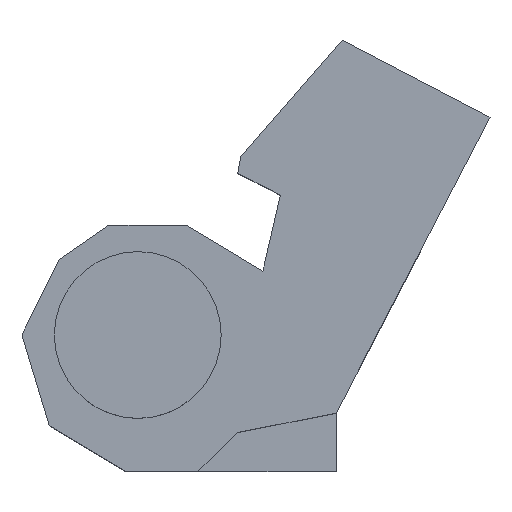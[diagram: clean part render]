
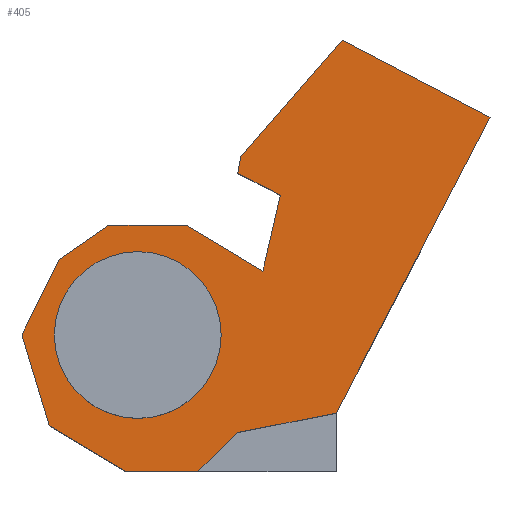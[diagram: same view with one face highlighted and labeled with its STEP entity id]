
A CAD part, top view. The second image highlights one B-rep face of the part: STEP entity #405.
In plain terms, the highlighted planar face has unit normal (0, 0, 1).
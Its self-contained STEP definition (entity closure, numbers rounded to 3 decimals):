
#1 = CARTESIAN_POINT ( 'NONE',  ( 10.954, 122.55, 105. ) ) ;
#5 = DIRECTION ( 'NONE',  ( 0.289, -0.957, 0. ) ) ;
#9 = EDGE_CURVE ( 'NONE', #748, #154, #597, .T. ) ;
#13 = DIRECTION ( 'NONE',  ( 0., 0., 1. ) ) ;
#21 = ORIENTED_EDGE ( 'NONE', *, *, #9, .T. ) ;
#23 = VECTOR ( 'NONE', #52, 1000. ) ;
#26 = LINE ( 'NONE', #481, #766 ) ;
#35 = LINE ( 'NONE', #529, #493 ) ;
#52 = DIRECTION ( 'NONE',  ( -0.18, -0.984, 0. ) ) ;
#58 = CARTESIAN_POINT ( 'NONE',  ( 0., 0., 105. ) ) ;
#59 = CARTESIAN_POINT ( 'NONE',  ( 127.73, -66.379, 105. ) ) ;
#71 = LINE ( 'NONE', #152, #131 ) ;
#84 = EDGE_CURVE ( 'NONE', #109, #526, #381, .T. ) ;
#100 = VERTEX_POINT ( 'NONE', #189 ) ;
#101 = ORIENTED_EDGE ( 'NONE', *, *, #578, .F. ) ;
#109 = VERTEX_POINT ( 'NONE', #58 ) ;
#112 = EDGE_CURVE ( 'NONE', #670, #522, #509, .T. ) ;
#125 = ORIENTED_EDGE ( 'NONE', *, *, #695, .T. ) ;
#127 = DIRECTION ( 'NONE',  ( -0.223, -0.975, 0. ) ) ;
#131 = VECTOR ( 'NONE', #561, 1000. ) ;
#142 = EDGE_CURVE ( 'NONE', #109, #309, #35, .T. ) ;
#147 = LINE ( 'NONE', #401, #378 ) ;
#148 = CARTESIAN_POINT ( 'NONE',  ( 327.774, 318.557, 105. ) ) ;
#152 = CARTESIAN_POINT ( 'NONE',  ( 131.222, 252.504, 105. ) ) ;
#154 = VERTEX_POINT ( 'NONE', #451 ) ;
#181 = VERTEX_POINT ( 'NONE', #474 ) ;
#189 = CARTESIAN_POINT ( 'NONE',  ( 85.954, 122.55, 105. ) ) ;
#194 = CARTESIAN_POINT ( 'NONE',  ( -68.597, 41.164, 105. ) ) ;
#199 = DIRECTION ( 'NONE',  ( 0.822, 0.57, 0. ) ) ;
#201 = EDGE_CURVE ( 'NONE', #341, #441, #453, .T. ) ;
#203 = CIRCLE ( 'NONE', #552, 75. ) ;
#204 = CARTESIAN_POINT ( 'NONE',  ( -2.855, 14.499, 105. ) ) ;
#205 = ORIENTED_EDGE ( 'NONE', *, *, #750, .T. ) ;
#207 = FACE_BOUND ( 'NONE', #595, .T. ) ;
#212 = CARTESIAN_POINT ( 'NONE',  ( -80.971, 70.318, 105. ) ) ;
#213 = LINE ( 'NONE', #204, #716 ) ;
#220 = EDGE_CURVE ( 'NONE', #100, #656, #203, .T. ) ;
#224 = EDGE_CURVE ( 'NONE', #471, #526, #558, .T. ) ;
#230 = PLANE ( 'NONE',  #433 ) ;
#245 = FACE_OUTER_BOUND ( 'NONE', #377, .T. ) ;
#246 = VECTOR ( 'NONE', #5, 1000. ) ;
#254 = EDGE_CURVE ( 'NONE', #758, #471, #457, .T. ) ;
#262 = ORIENTED_EDGE ( 'NONE', *, *, #576, .T. ) ;
#263 = CARTESIAN_POINT ( 'NONE',  ( 200.044, 384.936, 105. ) ) ;
#267 = CARTESIAN_POINT ( 'NONE',  ( -51.515, -15.523, 105. ) ) ;
#279 = VECTOR ( 'NONE', #610, 1000. ) ;
#280 = DIRECTION ( 'NONE',  ( -0.857, 0.515, 0. ) ) ;
#309 = VERTEX_POINT ( 'NONE', #357 ) ;
#325 = DIRECTION ( 'NONE',  ( 0.461, 0.887, 0. ) ) ;
#327 = DIRECTION ( 'NONE',  ( -0.857, 0.515, 0. ) ) ;
#333 = CARTESIAN_POINT ( 'NONE',  ( 100.964, 268.228, 105. ) ) ;
#334 = ORIENTED_EDGE ( 'NONE', *, *, #220, .F. ) ;
#335 = VERTEX_POINT ( 'NONE', #620 ) ;
#338 = EDGE_CURVE ( 'NONE', #522, #748, #71, .T. ) ;
#341 = VERTEX_POINT ( 'NONE', #148 ) ;
#342 = DIRECTION ( 'NONE',  ( 0., 0., 1. ) ) ;
#355 = EDGE_CURVE ( 'NONE', #154, #450, #26, .T. ) ;
#357 = CARTESIAN_POINT ( 'NONE',  ( 65., 0., 105. ) ) ;
#366 = VECTOR ( 'NONE', #761, 1000. ) ;
#370 = LINE ( 'NONE', #59, #521 ) ;
#377 = EDGE_LOOP ( 'NONE', ( #101, #679, #409, #447, #657, #262, #125, #434, #789, #205, #687, #862, #21, #388, #606 ) ) ;
#378 = VECTOR ( 'NONE', #736, 1000. ) ;
#381 = LINE ( 'NONE', #734, #403 ) ;
#388 = ORIENTED_EDGE ( 'NONE', *, *, #355, .T. ) ;
#401 = CARTESIAN_POINT ( 'NONE',  ( 31.561, -32.486, 105. ) ) ;
#403 = VECTOR ( 'NONE', #327, 1000. ) ;
#405 = ADVANCED_FACE ( 'NONE', ( #207, #245 ), #230, .T. ) ;
#409 = ORIENTED_EDGE ( 'NONE', *, *, #224, .T. ) ;
#411 = CARTESIAN_POINT ( 'NONE',  ( -64.046, 122.55, 105. ) ) ;
#426 = VERTEX_POINT ( 'NONE', #833 ) ;
#433 = AXIS2_PLACEMENT_3D ( 'NONE', #693, #13, #635 ) ;
#434 = ORIENTED_EDGE ( 'NONE', *, *, #569, .T. ) ;
#441 = VERTEX_POINT ( 'NONE', #753 ) ;
#445 = VECTOR ( 'NONE', #199, 1000. ) ;
#447 = ORIENTED_EDGE ( 'NONE', *, *, #84, .F. ) ;
#450 = VERTEX_POINT ( 'NONE', #688 ) ;
#451 = CARTESIAN_POINT ( 'NONE',  ( 123.528, 180.145, 105. ) ) ;
#453 = LINE ( 'NONE', #263, #279 ) ;
#457 = LINE ( 'NONE', #755, #646 ) ;
#461 = CARTESIAN_POINT ( 'NONE',  ( 0., 221.309, 105. ) ) ;
#471 = VERTEX_POINT ( 'NONE', #823 ) ;
#474 = CARTESIAN_POINT ( 'NONE',  ( -15.068, 221.309, 105. ) ) ;
#481 = CARTESIAN_POINT ( 'NONE',  ( 112.188, 186.951, 105. ) ) ;
#491 = CARTESIAN_POINT ( 'NONE',  ( -60.267, 189.971, 105. ) ) ;
#493 = VECTOR ( 'NONE', #730, 1000. ) ;
#505 = VECTOR ( 'NONE', #806, 1000. ) ;
#509 = LINE ( 'NONE', #796, #23 ) ;
#521 = VECTOR ( 'NONE', #325, 1000. ) ;
#522 = VERTEX_POINT ( 'NONE', #333 ) ;
#526 = VERTEX_POINT ( 'NONE', #194 ) ;
#529 = CARTESIAN_POINT ( 'NONE',  ( 0., 0., 105. ) ) ;
#531 = EDGE_CURVE ( 'NONE', #450, #181, #741, .T. ) ;
#533 = LINE ( 'NONE', #802, #445 ) ;
#534 = DIRECTION ( 'NONE',  ( 0., 0., 1. ) ) ;
#535 = DIRECTION ( 'NONE',  ( 1., 0., 0. ) ) ;
#539 = VECTOR ( 'NONE', #127, 1000. ) ;
#548 = EDGE_CURVE ( 'NONE', #656, #100, #814, .T. ) ;
#552 = AXIS2_PLACEMENT_3D ( 'NONE', #1, #342, #535 ) ;
#558 = LINE ( 'NONE', #267, #246 ) ;
#561 = DIRECTION ( 'NONE',  ( 0.887, -0.461, 0. ) ) ;
#569 = EDGE_CURVE ( 'NONE', #426, #341, #370, .T. ) ;
#576 = EDGE_CURVE ( 'NONE', #309, #335, #147, .T. ) ;
#578 = EDGE_CURVE ( 'NONE', #758, #181, #533, .T. ) ;
#580 = LINE ( 'NONE', #212, #366 ) ;
#595 = EDGE_LOOP ( 'NONE', ( #334, #867 ) ) ;
#597 = LINE ( 'NONE', #801, #539 ) ;
#606 = ORIENTED_EDGE ( 'NONE', *, *, #531, .T. ) ;
#610 = DIRECTION ( 'NONE',  ( -0.887, 0.461, 0. ) ) ;
#620 = CARTESIAN_POINT ( 'NONE',  ( 100.964, 34.939, 105. ) ) ;
#621 = CARTESIAN_POINT ( 'NONE',  ( 139.164, 248.377, 105. ) ) ;
#635 = DIRECTION ( 'NONE',  ( 1., 0., 0. ) ) ;
#646 = VECTOR ( 'NONE', #675, 1000. ) ;
#656 = VERTEX_POINT ( 'NONE', #411 ) ;
#657 = ORIENTED_EDGE ( 'NONE', *, *, #142, .T. ) ;
#670 = VERTEX_POINT ( 'NONE', #822 ) ;
#674 = AXIS2_PLACEMENT_3D ( 'NONE', #865, #534, #676 ) ;
#675 = DIRECTION ( 'NONE',  ( -0.438, -0.899, 0. ) ) ;
#676 = DIRECTION ( 'NONE',  ( 1., 0., 0. ) ) ;
#679 = ORIENTED_EDGE ( 'NONE', *, *, #254, .T. ) ;
#680 = DIRECTION ( 'NONE',  ( 0.981, 0.193, 0. ) ) ;
#687 = ORIENTED_EDGE ( 'NONE', *, *, #112, .T. ) ;
#688 = CARTESIAN_POINT ( 'NONE',  ( 54.932, 221.309, 105. ) ) ;
#693 = CARTESIAN_POINT ( 'NONE',  ( 0., 0., 105. ) ) ;
#695 = EDGE_CURVE ( 'NONE', #335, #426, #213, .T. ) ;
#716 = VECTOR ( 'NONE', #680, 1000. ) ;
#730 = DIRECTION ( 'NONE',  ( 1., 0., 0. ) ) ;
#734 = CARTESIAN_POINT ( 'NONE',  ( 0., 0., 105. ) ) ;
#736 = DIRECTION ( 'NONE',  ( 0.717, 0.697, 0. ) ) ;
#741 = LINE ( 'NONE', #461, #505 ) ;
#748 = VERTEX_POINT ( 'NONE', #621 ) ;
#750 = EDGE_CURVE ( 'NONE', #441, #670, #580, .T. ) ;
#753 = CARTESIAN_POINT ( 'NONE',  ( 194.675, 387.727, 105. ) ) ;
#755 = CARTESIAN_POINT ( 'NONE',  ( -123.51, 60.186, 105. ) ) ;
#758 = VERTEX_POINT ( 'NONE', #491 ) ;
#761 = DIRECTION ( 'NONE',  ( -0.656, -0.755, 0. ) ) ;
#766 = VECTOR ( 'NONE', #280, 1000. ) ;
#789 = ORIENTED_EDGE ( 'NONE', *, *, #201, .T. ) ;
#796 = CARTESIAN_POINT ( 'NONE',  ( 50.261, -9.186, 105. ) ) ;
#801 = CARTESIAN_POINT ( 'NONE',  ( 78.145, -17.907, 105. ) ) ;
#802 = CARTESIAN_POINT ( 'NONE',  ( -108.52, 156.514, 105. ) ) ;
#806 = DIRECTION ( 'NONE',  ( -1., 0., 0. ) ) ;
#814 = CIRCLE ( 'NONE', #674, 75. ) ;
#822 = CARTESIAN_POINT ( 'NONE',  ( 103.646, 282.907, 105. ) ) ;
#823 = CARTESIAN_POINT ( 'NONE',  ( -93.121, 122.55, 105. ) ) ;
#833 = CARTESIAN_POINT ( 'NONE',  ( 189.435, 52.358, 105. ) ) ;
#862 = ORIENTED_EDGE ( 'NONE', *, *, #338, .T. ) ;
#865 = CARTESIAN_POINT ( 'NONE',  ( 10.954, 122.55, 105. ) ) ;
#867 = ORIENTED_EDGE ( 'NONE', *, *, #548, .F. ) ;
